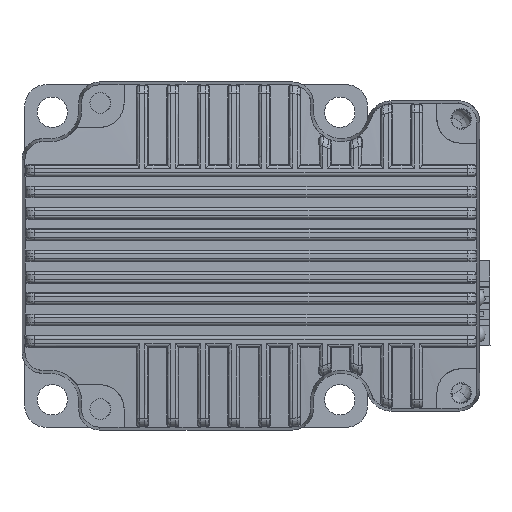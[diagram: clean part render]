
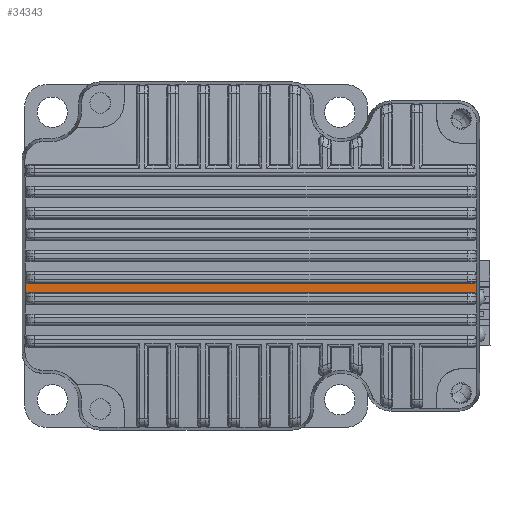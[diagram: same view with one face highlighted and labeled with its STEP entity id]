
A CAD part, front view. The second image highlights one B-rep face of the part: STEP entity #34343.
In plain terms, the highlighted cylindrical face has radius 272.359 mm (diameter 544.717 mm), a partial arc.
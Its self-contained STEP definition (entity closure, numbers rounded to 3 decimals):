
#339 = CARTESIAN_POINT ( 'NONE',  ( 56.886, -108.11, 56.747 ) ) ;
#837 = CARTESIAN_POINT ( 'NONE',  ( 56.886, -108.12, 57.468 ) ) ;
#1092 = CARTESIAN_POINT ( 'NONE',  ( 184.931, -108.114, 57.1 ) ) ;
#1581 = EDGE_LOOP ( 'NONE', ( #26202, #28996, #6569, #19685, #28701, #25008, #15593, #26627 ) ) ;
#1896 = CARTESIAN_POINT ( 'NONE',  ( -16.972, -108.115, 57.154 ) ) ;
#3070 = VERTEX_POINT ( 'NONE', #31668 ) ;
#3307 =( BOUNDED_CURVE ( )  B_SPLINE_CURVE ( 3, ( #35792, #24593, #30262, #13151 ),
 .UNSPECIFIED., .F., .T. ) 
 B_SPLINE_CURVE_WITH_KNOTS ( ( 4, 4 ),
 ( 3.118, 3.127 ),
 .UNSPECIFIED. ) 
 CURVE ( )  GEOMETRIC_REPRESENTATION_ITEM ( )  RATIONAL_B_SPLINE_CURVE ( ( 1., 1., 1., 1. ) ) 
 REPRESENTATION_ITEM ( '' )  );
#3353 = CARTESIAN_POINT ( 'NONE',  ( 56.647, -108.115, 57.154 ) ) ;
#3383 = EDGE_CURVE ( 'NONE', #20634, #23769, #22574, .T. ) ;
#4686 = CARTESIAN_POINT ( 'NONE',  ( -16.844, -108.084, 55.541 ) ) ;
#4722 = FACE_OUTER_BOUND ( 'NONE', #1581, .T. ) ;
#4939 = CARTESIAN_POINT ( 'NONE',  ( -16.973, -108.083, 55.487 ) ) ;
#5813 = DIRECTION ( 'NONE',  ( -1., 0., 0. ) ) ;
#5998 = CARTESIAN_POINT ( 'NONE',  ( 56.886, -108.073, 55.042 ) ) ;
#6569 = ORIENTED_EDGE ( 'NONE', *, *, #8286, .T. ) ;
#6617 = DIRECTION ( 'NONE',  ( 1., 0., 0. ) ) ;
#8061 = CARTESIAN_POINT ( 'NONE',  ( -16.843, -108.114, 57.1 ) ) ;
#8286 = EDGE_CURVE ( 'NONE', #26056, #25023, #24470, .T. ) ;
#8857 = VECTOR ( 'NONE', #6617, 1000. ) ;
#9658 = CARTESIAN_POINT ( 'NONE',  ( 56.518, -108.114, 57.1 ) ) ;
#10100 = CARTESIAN_POINT ( 'NONE',  ( -16.712, -108.084, 55.541 ) ) ;
#13151 = CARTESIAN_POINT ( 'NONE',  ( -17.211, -108.122, 57.6 ) ) ;
#13288 = CARTESIAN_POINT ( 'NONE',  ( 56.886, -108.122, 57.6 ) ) ;
#13441 = EDGE_CURVE ( 'NONE', #17154, #26056, #31558, .T. ) ;
#13711 = CARTESIAN_POINT ( 'NONE',  ( -16.711, -108.114, 57.1 ) ) ;
#13836 = CARTESIAN_POINT ( 'NONE',  ( -17.211, -108.122, 57.6 ) ) ;
#13924 = CARTESIAN_POINT ( 'NONE',  ( 56.386, -108.084, 55.541 ) ) ;
#14346 = EDGE_CURVE ( 'NONE', #17154, #23769, #3307, .T. ) ;
#14788 = CARTESIAN_POINT ( 'NONE',  ( 56.386, -108.114, 57.1 ) ) ;
#15533 = DIRECTION ( 'NONE',  ( -1., 0., 0. ) ) ;
#15593 = ORIENTED_EDGE ( 'NONE', *, *, #15780, .T. ) ;
#15718 = EDGE_CURVE ( 'NONE', #21207, #31878, #18899, .T. ) ;
#15780 = EDGE_CURVE ( 'NONE', #31878, #20634, #26800, .T. ) ;
#16103 = CARTESIAN_POINT ( 'NONE',  ( -17.212, -108.076, 55.174 ) ) ;
#16353 = AXIS2_PLACEMENT_3D ( 'NONE', #34383, #5813, #25680 ) ;
#17019 = CARTESIAN_POINT ( 'NONE',  ( 56.886, -108.073, 55.042 ) ) ;
#17154 = VERTEX_POINT ( 'NONE', #36001 ) ;
#17674 = CARTESIAN_POINT ( 'NONE',  ( -17.211, -108.122, 57.6 ) ) ;
#17759 = CARTESIAN_POINT ( 'NONE',  ( 56.831, -108.118, 57.339 ) ) ;
#18899 = B_SPLINE_CURVE_WITH_KNOTS ( 'NONE', 3,
 ( #32173, #837, #17759, #3353, #9658, #14788 ),
 .UNSPECIFIED., .F., .F.,
 ( 4, 2, 4 ),
 ( 0., 0., 0.001 ),
 .UNSPECIFIED. ) ;
#19203 = VECTOR ( 'NONE', #15533, 1000. ) ;
#19434 = CARTESIAN_POINT ( 'NONE',  ( -17.212, -108.073, 55.042 ) ) ;
#19685 = ORIENTED_EDGE ( 'NONE', *, *, #25102, .F. ) ;
#19883 = CARTESIAN_POINT ( 'NONE',  ( 56.886, -108.076, 55.174 ) ) ;
#19911 = CYLINDRICAL_SURFACE ( 'NONE', #16353, 272.359 ) ;
#20138 = CARTESIAN_POINT ( 'NONE',  ( 56.386, -108.084, 55.541 ) ) ;
#20495 = CARTESIAN_POINT ( 'NONE',  ( 184.931, -108.084, 55.541 ) ) ;
#20634 = VERTEX_POINT ( 'NONE', #32359 ) ;
#21207 = VERTEX_POINT ( 'NONE', #13288 ) ;
#21836 = B_SPLINE_CURVE_WITH_KNOTS ( 'NONE', 3,
 ( #17019, #19883, #29024, #25634, #34580, #20138 ),
 .UNSPECIFIED., .F., .F.,
 ( 4, 2, 4 ),
 ( 0., 0., 0.001 ),
 .UNSPECIFIED. ) ;
#22574 = B_SPLINE_CURVE_WITH_KNOTS ( 'NONE', 3,
 ( #13711, #8061, #1896, #33755, #30958, #13836 ),
 .UNSPECIFIED., .F., .F.,
 ( 4, 2, 4 ),
 ( 0., 0., 0.001 ),
 .UNSPECIFIED. ) ;
#23769 = VERTEX_POINT ( 'NONE', #17674 ) ;
#24470 = LINE ( 'NONE', #20495, #8857 ) ;
#24593 = CARTESIAN_POINT ( 'NONE',  ( -17.211, -108.093, 55.894 ) ) ;
#25008 = ORIENTED_EDGE ( 'NONE', *, *, #15718, .T. ) ;
#25023 = VERTEX_POINT ( 'NONE', #13924 ) ;
#25102 = EDGE_CURVE ( 'NONE', #3070, #25023, #21836, .T. ) ;
#25634 = CARTESIAN_POINT ( 'NONE',  ( 56.648, -108.083, 55.487 ) ) ;
#25680 = DIRECTION ( 'NONE',  ( 0., 0., 1. ) ) ;
#26056 = VERTEX_POINT ( 'NONE', #10100 ) ;
#26202 = ORIENTED_EDGE ( 'NONE', *, *, #14346, .F. ) ;
#26627 = ORIENTED_EDGE ( 'NONE', *, *, #3383, .T. ) ;
#26800 = LINE ( 'NONE', #1092, #19203 ) ;
#28108 = EDGE_CURVE ( 'NONE', #21207, #3070, #31471, .T. ) ;
#28701 = ORIENTED_EDGE ( 'NONE', *, *, #28108, .F. ) ;
#28996 = ORIENTED_EDGE ( 'NONE', *, *, #13441, .T. ) ;
#29024 = CARTESIAN_POINT ( 'NONE',  ( 56.832, -108.079, 55.303 ) ) ;
#29265 = CARTESIAN_POINT ( 'NONE',  ( 56.886, -108.093, 55.894 ) ) ;
#30262 = CARTESIAN_POINT ( 'NONE',  ( -17.211, -108.11, 56.747 ) ) ;
#30475 = CARTESIAN_POINT ( 'NONE',  ( -17.158, -108.079, 55.303 ) ) ;
#30958 = CARTESIAN_POINT ( 'NONE',  ( -17.211, -108.12, 57.468 ) ) ;
#31471 =( BOUNDED_CURVE ( )  B_SPLINE_CURVE ( 3, ( #34808, #339, #29265, #5998 ),
 .UNSPECIFIED., .F., .F. ) 
 B_SPLINE_CURVE_WITH_KNOTS ( ( 4, 4 ),
 ( 0.015, 0.024 ),
 .UNSPECIFIED. ) 
 CURVE ( )  GEOMETRIC_REPRESENTATION_ITEM ( )  RATIONAL_B_SPLINE_CURVE ( ( 1., 1., 1., 1. ) ) 
 REPRESENTATION_ITEM ( '' )  );
#31558 = B_SPLINE_CURVE_WITH_KNOTS ( 'NONE', 3,
 ( #19434, #16103, #30475, #4939, #4686, #36376 ),
 .UNSPECIFIED., .F., .F.,
 ( 4, 2, 4 ),
 ( 0., 0., 0.001 ),
 .UNSPECIFIED. ) ;
#31668 = CARTESIAN_POINT ( 'NONE',  ( 56.886, -108.073, 55.042 ) ) ;
#31878 = VERTEX_POINT ( 'NONE', #34344 ) ;
#32173 = CARTESIAN_POINT ( 'NONE',  ( 56.886, -108.122, 57.6 ) ) ;
#32359 = CARTESIAN_POINT ( 'NONE',  ( -16.711, -108.114, 57.1 ) ) ;
#33755 = CARTESIAN_POINT ( 'NONE',  ( -17.157, -108.118, 57.339 ) ) ;
#34343 = ADVANCED_FACE ( 'NONE', ( #4722 ), #19911, .T. ) ;
#34344 = CARTESIAN_POINT ( 'NONE',  ( 56.386, -108.114, 57.1 ) ) ;
#34383 = CARTESIAN_POINT ( 'NONE',  ( 184.931, 164.208, 61.57 ) ) ;
#34580 = CARTESIAN_POINT ( 'NONE',  ( 56.518, -108.084, 55.541 ) ) ;
#34808 = CARTESIAN_POINT ( 'NONE',  ( 56.886, -108.122, 57.6 ) ) ;
#35792 = CARTESIAN_POINT ( 'NONE',  ( -17.212, -108.073, 55.042 ) ) ;
#36001 = CARTESIAN_POINT ( 'NONE',  ( -17.212, -108.073, 55.042 ) ) ;
#36376 = CARTESIAN_POINT ( 'NONE',  ( -16.712, -108.084, 55.541 ) ) ;
